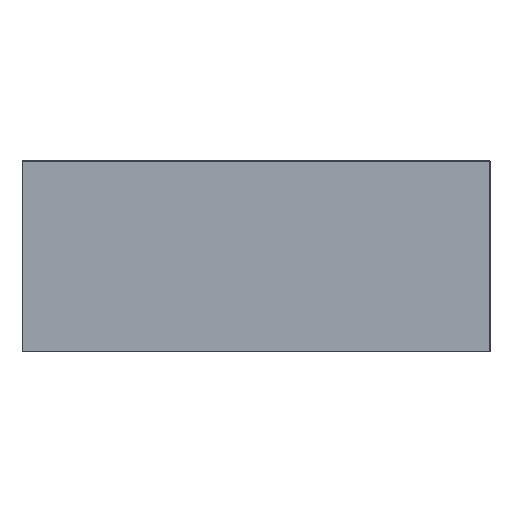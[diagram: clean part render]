
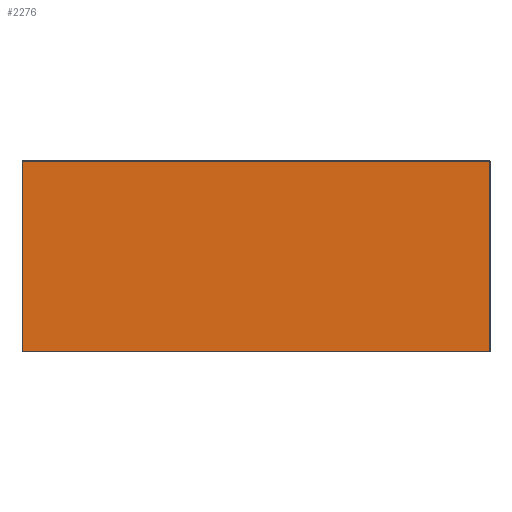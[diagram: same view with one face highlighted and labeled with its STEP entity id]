
A CAD part, left-side view. The second image highlights one B-rep face of the part: STEP entity #2276.
In plain terms, the highlighted planar face has unit normal (-1, 0, 0).
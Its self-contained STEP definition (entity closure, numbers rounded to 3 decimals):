
#140=FACE_OUTER_BOUND('',#267,.T.);
#267=EDGE_LOOP('',(#2000,#2001,#2002,#2003));
#354=LINE('',#3244,#637);
#365=LINE('',#3272,#648);
#366=LINE('',#3277,#649);
#391=LINE('',#3328,#674);
#637=VECTOR('',#2610,10.);
#648=VECTOR('',#2641,10.);
#649=VECTOR('',#2648,10.);
#674=VECTOR('',#2689,10.);
#951=VERTEX_POINT('',#3238);
#952=VERTEX_POINT('',#3242);
#959=VERTEX_POINT('',#3270);
#960=VERTEX_POINT('',#3276);
#1178=EDGE_CURVE('',#951,#952,#354,.T.);
#1194=EDGE_CURVE('',#952,#959,#365,.T.);
#1197=EDGE_CURVE('',#960,#951,#366,.T.);
#1223=EDGE_CURVE('',#959,#960,#391,.T.);
#2000=ORIENTED_EDGE('',*,*,#1178,.T.);
#2001=ORIENTED_EDGE('',*,*,#1194,.T.);
#2002=ORIENTED_EDGE('',*,*,#1223,.T.);
#2003=ORIENTED_EDGE('',*,*,#1197,.T.);
#2163=PLANE('',#2445);
#2276=ADVANCED_FACE('',(#140),#2163,.T.);
#2445=AXIS2_PLACEMENT_3D('',#3695,#3030,#3031);
#2610=DIRECTION('',(0.,1.,0.));
#2641=DIRECTION('',(0.,0.,-1.));
#2648=DIRECTION('',(0.,0.,1.));
#2689=DIRECTION('',(0.,-1.,0.));
#3030=DIRECTION('center_axis',(-1.,0.,0.));
#3031=DIRECTION('ref_axis',(0.,0.,
-1.));
#3238=CARTESIAN_POINT('',(-20.,-44.1,18.425));
#3242=CARTESIAN_POINT('',(-20.,-20.9,18.425));
#3244=CARTESIAN_POINT('',(-20.,-25.25,18.425));
#3270=CARTESIAN_POINT('',(-20.,-20.9,9.));
#3272=CARTESIAN_POINT('',(-20.,-20.9,22.));
#3276=CARTESIAN_POINT('',(-20.,-44.1,9.));
#3277=CARTESIAN_POINT('',(-20.,-44.1,22.));
#3328=CARTESIAN_POINT('',(-20.,-18.,9.));
#3695=CARTESIAN_POINT('Origin',(-20.,-19.5,25.5));
